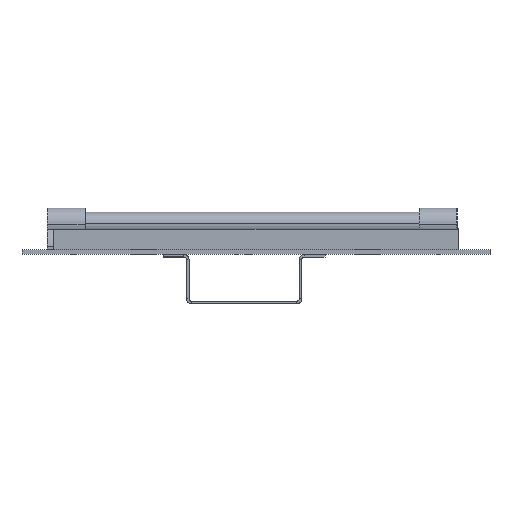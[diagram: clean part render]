
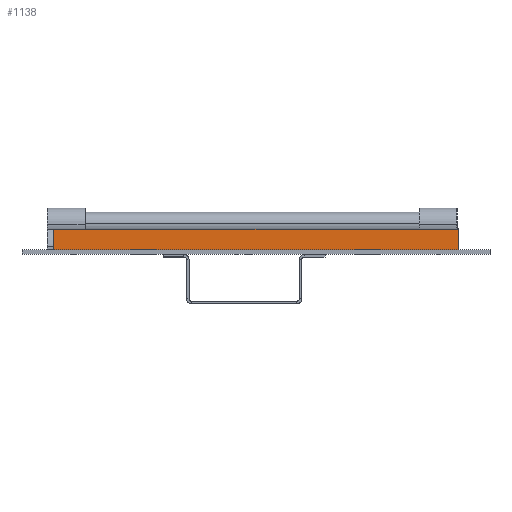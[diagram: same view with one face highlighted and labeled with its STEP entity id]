
A CAD part, top view. The second image highlights one B-rep face of the part: STEP entity #1138.
In plain terms, the highlighted face is planar.
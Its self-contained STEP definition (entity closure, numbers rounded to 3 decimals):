
#25 = VERTEX_POINT ( 'NONE', #4294 ) ;
#40 = FACE_OUTER_BOUND ( 'NONE', #1296, .T. ) ;
#50 = VECTOR ( 'NONE', #1685, 1000. ) ;
#85 = VERTEX_POINT ( 'NONE', #3870 ) ;
#101 = ORIENTED_EDGE ( 'NONE', *, *, #1907, .F. ) ;
#119 = ORIENTED_EDGE ( 'NONE', *, *, #884, .T. ) ;
#128 = LINE ( 'NONE', #3604, #50 ) ;
#290 = ORIENTED_EDGE ( 'NONE', *, *, #3046, .T. ) ;
#311 = CARTESIAN_POINT ( 'NONE',  ( 240.5, -12.7, 0. ) ) ;
#413 = CARTESIAN_POINT ( 'NONE',  ( -148.25, 16.7, 0. ) ) ;
#440 = DIRECTION ( 'NONE',  ( -1., 0., 0. ) ) ;
#459 = EDGE_CURVE ( 'NONE', #4177, #2522, #2313, .T. ) ;
#528 = DIRECTION ( 'NONE',  ( -1., 0., 0. ) ) ;
#727 = CARTESIAN_POINT ( 'NONE',  ( -240.5, -12.7, 0. ) ) ;
#741 = VECTOR ( 'NONE', #528, 1000. ) ;
#765 = VECTOR ( 'NONE', #4396, 1000. ) ;
#785 = PLANE ( 'NONE',  #3533 ) ;
#859 = CARTESIAN_POINT ( 'NONE',  ( -272.5, -12.7, 0. ) ) ;
#884 = EDGE_CURVE ( 'NONE', #4177, #1368, #2745, .T. ) ;
#960 = CARTESIAN_POINT ( 'NONE',  ( 118.25, 12.7, 0. ) ) ;
#978 = VECTOR ( 'NONE', #1346, 1000. ) ;
#987 = ORIENTED_EDGE ( 'NONE', *, *, #4653, .T. ) ;
#1080 = VERTEX_POINT ( 'NONE', #3317 ) ;
#1101 = CARTESIAN_POINT ( 'NONE',  ( 118.25, 16.7, 0. ) ) ;
#1108 = CARTESIAN_POINT ( 'NONE',  ( -240.5, -12.7, 0. ) ) ;
#1110 = CARTESIAN_POINT ( 'NONE',  ( -148.25, 16.7, 0. ) ) ;
#1138 = ADVANCED_FACE ( 'NONE', ( #40 ), #785, .F. ) ;
#1158 = DIRECTION ( 'NONE',  ( 1., 0., 0. ) ) ;
#1241 = CARTESIAN_POINT ( 'NONE',  ( -118.25, 16.7, 0. ) ) ;
#1260 = DIRECTION ( 'NONE',  ( 1., 0., 0. ) ) ;
#1276 = EDGE_CURVE ( 'NONE', #3716, #2895, #1581, .T. ) ;
#1296 = EDGE_LOOP ( 'NONE', ( #101, #290, #1878, #4880, #2118, #2883, #4198, #119, #1442, #4389, #4109, #987 ) ) ;
#1345 = EDGE_CURVE ( 'NONE', #85, #3825, #4705, .T. ) ;
#1346 = DIRECTION ( 'NONE',  ( -1., 0., 0. ) ) ;
#1368 = VERTEX_POINT ( 'NONE', #2783 ) ;
#1369 = VECTOR ( 'NONE', #440, 1000. ) ;
#1442 = ORIENTED_EDGE ( 'NONE', *, *, #2554, .F. ) ;
#1471 = LINE ( 'NONE', #1940, #4174 ) ;
#1501 = EDGE_CURVE ( 'NONE', #25, #3186, #4745, .T. ) ;
#1581 = LINE ( 'NONE', #859, #1772 ) ;
#1685 = DIRECTION ( 'NONE',  ( -1., 0., 0. ) ) ;
#1772 = VECTOR ( 'NONE', #1260, 1000. ) ;
#1878 = ORIENTED_EDGE ( 'NONE', *, *, #1276, .F. ) ;
#1896 = DIRECTION ( 'NONE',  ( 0., -1., 0. ) ) ;
#1907 = EDGE_CURVE ( 'NONE', #3752, #1080, #3715, .T. ) ;
#1940 = CARTESIAN_POINT ( 'NONE',  ( 118.25, 16.7, 0. ) ) ;
#1960 = LINE ( 'NONE', #2002, #2036 ) ;
#2002 = CARTESIAN_POINT ( 'NONE',  ( 240.5, -12.7, 0. ) ) ;
#2036 = VECTOR ( 'NONE', #3503, 1000. ) ;
#2117 = LINE ( 'NONE', #4464, #765 ) ;
#2118 = ORIENTED_EDGE ( 'NONE', *, *, #1345, .F. ) ;
#2255 = DIRECTION ( 'NONE',  ( 0., 1., 0. ) ) ;
#2303 = CARTESIAN_POINT ( 'NONE',  ( 0., 0., 0. ) ) ;
#2313 = LINE ( 'NONE', #413, #1369 ) ;
#2375 = CARTESIAN_POINT ( 'NONE',  ( -272.5, 12.7, 0. ) ) ;
#2420 = VECTOR ( 'NONE', #3031, 1000. ) ;
#2481 = VECTOR ( 'NONE', #2769, 1000. ) ;
#2522 = VERTEX_POINT ( 'NONE', #3337 ) ;
#2554 = EDGE_CURVE ( 'NONE', #2595, #1368, #128, .T. ) ;
#2582 = CARTESIAN_POINT ( 'NONE',  ( -118.25, 16.7, 0. ) ) ;
#2589 = CARTESIAN_POINT ( 'NONE',  ( -240.5, 12.7, 0. ) ) ;
#2595 = VERTEX_POINT ( 'NONE', #960 ) ;
#2609 = DIRECTION ( 'NONE',  ( 0., 0., 1. ) ) ;
#2611 = CARTESIAN_POINT ( 'NONE',  ( 240.5, 12.7, 0. ) ) ;
#2638 = DIRECTION ( 'NONE',  ( 0., -1., 0. ) ) ;
#2652 = VECTOR ( 'NONE', #2255, 1000. ) ;
#2745 = LINE ( 'NONE', #1241, #2481 ) ;
#2769 = DIRECTION ( 'NONE',  ( 0., -1., 0. ) ) ;
#2783 = CARTESIAN_POINT ( 'NONE',  ( -118.25, 12.7, 0. ) ) ;
#2883 = ORIENTED_EDGE ( 'NONE', *, *, #2938, .F. ) ;
#2895 = VERTEX_POINT ( 'NONE', #311 ) ;
#2938 = EDGE_CURVE ( 'NONE', #2522, #85, #2996, .T. ) ;
#2996 = LINE ( 'NONE', #1110, #3388 ) ;
#3031 = DIRECTION ( 'NONE',  ( -1., 0., 0. ) ) ;
#3046 = EDGE_CURVE ( 'NONE', #3752, #2895, #1960, .T. ) ;
#3186 = VERTEX_POINT ( 'NONE', #1101 ) ;
#3311 = CARTESIAN_POINT ( 'NONE',  ( 148.25, 16.7, 0. ) ) ;
#3317 = CARTESIAN_POINT ( 'NONE',  ( 148.25, 12.7, 0. ) ) ;
#3337 = CARTESIAN_POINT ( 'NONE',  ( -148.25, 16.7, 0. ) ) ;
#3388 = VECTOR ( 'NONE', #2638, 1000. ) ;
#3503 = DIRECTION ( 'NONE',  ( 0., -1., 0. ) ) ;
#3533 = AXIS2_PLACEMENT_3D ( 'NONE', #2303, #2609, #1158 ) ;
#3604 = CARTESIAN_POINT ( 'NONE',  ( -272.5, 12.7, 0. ) ) ;
#3715 = LINE ( 'NONE', #4241, #2420 ) ;
#3716 = VERTEX_POINT ( 'NONE', #1108 ) ;
#3752 = VERTEX_POINT ( 'NONE', #2611 ) ;
#3812 = EDGE_CURVE ( 'NONE', #3716, #3825, #4035, .T. ) ;
#3825 = VERTEX_POINT ( 'NONE', #2589 ) ;
#3870 = CARTESIAN_POINT ( 'NONE',  ( -148.25, 12.7, 0. ) ) ;
#4035 = LINE ( 'NONE', #727, #2652 ) ;
#4109 = ORIENTED_EDGE ( 'NONE', *, *, #1501, .F. ) ;
#4174 = VECTOR ( 'NONE', #1896, 1000. ) ;
#4177 = VERTEX_POINT ( 'NONE', #2582 ) ;
#4198 = ORIENTED_EDGE ( 'NONE', *, *, #459, .F. ) ;
#4241 = CARTESIAN_POINT ( 'NONE',  ( -272.5, 12.7, 0. ) ) ;
#4294 = CARTESIAN_POINT ( 'NONE',  ( 148.25, 16.7, 0. ) ) ;
#4389 = ORIENTED_EDGE ( 'NONE', *, *, #4713, .F. ) ;
#4396 = DIRECTION ( 'NONE',  ( 0., -1., 0. ) ) ;
#4464 = CARTESIAN_POINT ( 'NONE',  ( 148.25, 16.7, 0. ) ) ;
#4653 = EDGE_CURVE ( 'NONE', #25, #1080, #2117, .T. ) ;
#4705 = LINE ( 'NONE', #2375, #741 ) ;
#4713 = EDGE_CURVE ( 'NONE', #3186, #2595, #1471, .T. ) ;
#4745 = LINE ( 'NONE', #3311, #978 ) ;
#4880 = ORIENTED_EDGE ( 'NONE', *, *, #3812, .T. ) ;
